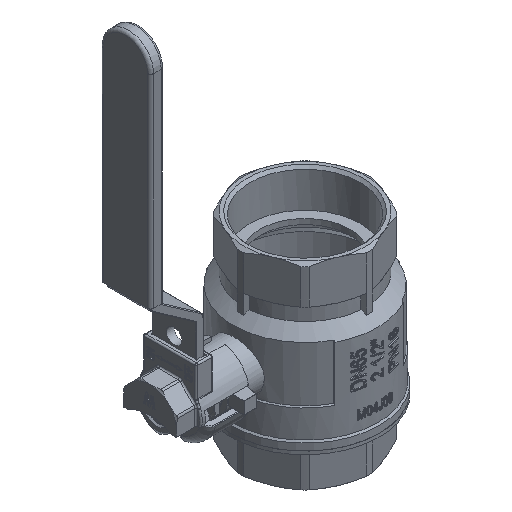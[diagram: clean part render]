
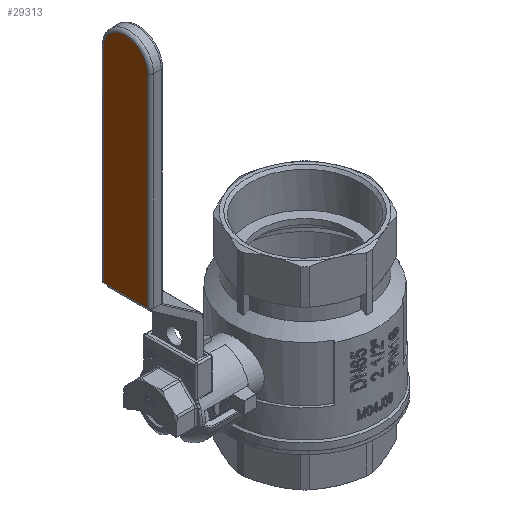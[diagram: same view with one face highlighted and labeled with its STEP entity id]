
A CAD part, isometric view. The second image highlights one B-rep face of the part: STEP entity #29313.
In plain terms, the highlighted face is planar.
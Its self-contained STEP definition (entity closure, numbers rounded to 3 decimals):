
#3241=PLANE('',#41677);
#4821=LINE('',#63030,#6813);
#4828=LINE('',#63053,#6820);
#4829=LINE('',#63057,#6821);
#6813=VECTOR('',#50302,1000.);
#6820=VECTOR('',#50321,1000.);
#6821=VECTOR('',#50326,1000.);
#14495=ORIENTED_EDGE('',*,*,#19889,.F.);
#14496=ORIENTED_EDGE('',*,*,#19890,.F.);
#14497=ORIENTED_EDGE('',*,*,#19891,.F.);
#14498=ORIENTED_EDGE('',*,*,#19877,.T.);
#19877=EDGE_CURVE('',#23172,#23171,#4821,.T.);
#19889=EDGE_CURVE('',#23181,#23171,#4828,.T.);
#19890=EDGE_CURVE('',#23182,#23181,#24105,.T.);
#19891=EDGE_CURVE('',#23172,#23182,#4829,.T.);
#23171=VERTEX_POINT('',#63029);
#23172=VERTEX_POINT('',#63031);
#23181=VERTEX_POINT('',#63052);
#23182=VERTEX_POINT('',#63056);
#24105=CIRCLE('',#41678,14.5);
#25697=EDGE_LOOP('',(#14495,#14496,#14497,#14498));
#27473=FACE_BOUND('',#25697,.T.);
#29313=ADVANCED_FACE('',(#27473),#3241,.T.);
#41677=AXIS2_PLACEMENT_3D('',#63054,#50322,#50323);
#41678=AXIS2_PLACEMENT_3D('',#63055,#50324,#50325);
#50302=DIRECTION('',(1.,0.,0.));
#50321=DIRECTION('',(0.,1.,0.));
#50322=DIRECTION('',(0.,0.,-1.));
#50323=DIRECTION('',(0.,-1.,0.));
#50324=DIRECTION('',(0.,0.,1.));
#50325=DIRECTION('',(-1.,0.,0.));
#50326=DIRECTION('',(0.,-1.,0.));
#63029=CARTESIAN_POINT('',(14.5,-76.,-34.5));
#63030=CARTESIAN_POINT('',(-14.5,-76.,-34.5));
#63031=CARTESIAN_POINT('',(-14.5,-76.,-34.5));
#63052=CARTESIAN_POINT('',(14.5,-209.5,-34.5));
#63053=CARTESIAN_POINT('',(14.5,-209.5,-34.5));
#63054=CARTESIAN_POINT('',(16.5,-226.,-34.5));
#63055=CARTESIAN_POINT('',(0.,-209.5,-34.5));
#63056=CARTESIAN_POINT('',(-14.5,-209.5,-34.5));
#63057=CARTESIAN_POINT('',(-14.5,-76.,-34.5));
